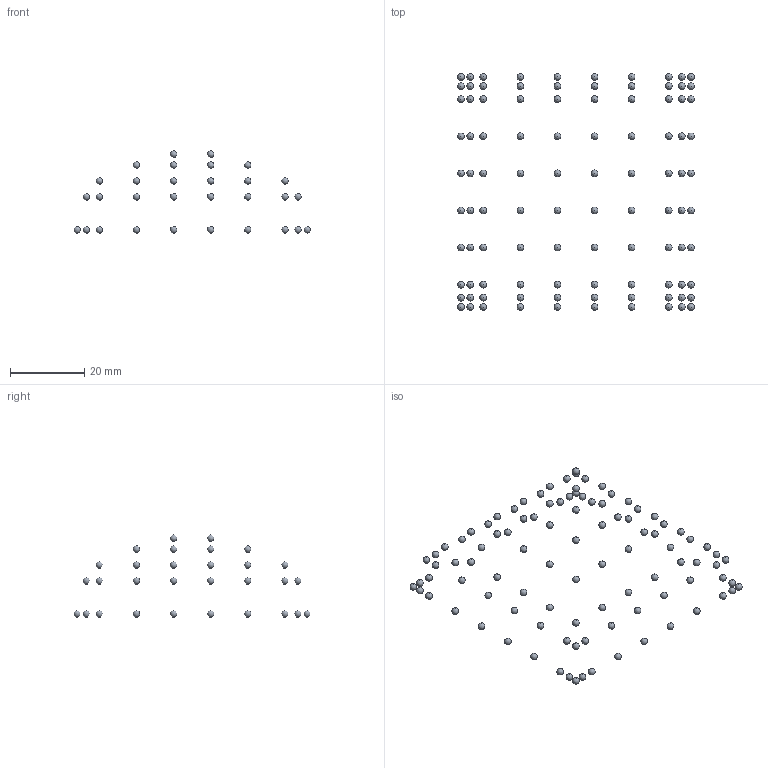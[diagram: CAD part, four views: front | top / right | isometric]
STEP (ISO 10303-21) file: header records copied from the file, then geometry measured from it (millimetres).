
FILE_DESCRIPTION(('Open CASCADE Model'),'2;1');
FILE_NAME('Open CASCADE Shape Model','2025-04-23T15:53:46',('Author'),( 'Open CASCADE'),'Open CASCADE STEP processor 7.5','Open CASCADE 7.5' ,'Unknown');
FILE_SCHEMA(('AUTOMOTIVE_DESIGN { 1 0 10303 214 1 1 1 1 }'));
Length unit declared in the file: millimetre
Products named in the file (101): Open CASCADE STEP translator 7.5 1; Open CASCADE STEP translator 7.5 1.1; Open CASCADE STEP translator 7.5 1.2; Open CASCADE STEP translator 7.5 1.3; Open CASCADE STEP translator 7.5 1.4; Open CASCADE STEP translator 7.5 1.5; Open CASCADE STEP translator 7.5 1.6; Open CASCADE STEP translator 7.5 1.7; Open CASCADE STEP translator 7.5 1.8; Open CASCADE STEP translator 7.5 1.9; Open CASCADE STEP translator 7.5 1.10; Open CASCADE STEP translator 7.5 1.11; Open CASCADE STEP translator 7.5 1.12; Open CASCADE STEP translator 7.5 1.13; Open CASCADE STEP translator 7.5 1.14; Open CASCADE STEP translator 7.5 1.15; Open CASCADE STEP translator 7.5 1.16; Open CASCADE STEP translator 7.5 1.17; Open CASCADE STEP translator 7.5 1.18; Open CASCADE STEP translator 7.5 1.19; Open CASCADE STEP translator 7.5 1.20; Open CASCADE STEP translator 7.5 1.21; Open CASCADE STEP translator 7.5 1.22; Open CASCADE STEP translator 7.5 1.23; Open CASCADE STEP translator 7.5 1.24; Open CASCADE STEP translator 7.5 1.25; Open CASCADE STEP translator 7.5 1.26; Open CASCADE STEP translator 7.5 1.27; Open CASCADE STEP translator 7.5 1.28; Open CASCADE STEP translator 7.5 1.29; Open CASCADE STEP translator 7.5 1.30; Open CASCADE STEP translator 7.5 1.31; Open CASCADE STEP translator 7.5 1.32; Open CASCADE STEP translator 7.5 1.33; Open CASCADE STEP translator 7.5 1.34; Open CASCADE STEP translator 7.5 1.35; Open CASCADE STEP translator 7.5 1.36; Open CASCADE STEP translator 7.5 1.37; Open CASCADE STEP translator 7.5 1.38; Open CASCADE STEP translator 7.5 1.39 ...
Assembly tree (100 placements, depth 2):
  Open CASCADE STEP translator 7.5 1
    Open CASCADE STEP translator 7.5 1.1
    Open CASCADE STEP translator 7.5 1.2
    Open CASCADE STEP translator 7.5 1.3
    Open CASCADE STEP translator 7.5 1.4
    Open CASCADE STEP translator 7.5 1.5
    Open CASCADE STEP translator 7.5 1.6
    Open CASCADE STEP translator 7.5 1.7
    Open CASCADE STEP translator 7.5 1.8
    Open CASCADE STEP translator 7.5 1.9
    Open CASCADE STEP translator 7.5 1.10
    Open CASCADE STEP translator 7.5 1.11
    Open CASCADE STEP translator 7.5 1.12
    Open CASCADE STEP translator 7.5 1.13
    Open CASCADE STEP translator 7.5 1.14
    Open CASCADE STEP translator 7.5 1.15
    Open CASCADE STEP translator 7.5 1.16
    Open CASCADE STEP translator 7.5 1.17
    Open CASCADE STEP translator 7.5 1.18
    Open CASCADE STEP translator 7.5 1.19
    Open CASCADE STEP translator 7.5 1.20
    Open CASCADE STEP translator 7.5 1.21
    Open CASCADE STEP translator 7.5 1.22
    Open CASCADE STEP translator 7.5 1.23
    Open CASCADE STEP translator 7.5 1.24
    Open CASCADE STEP translator 7.5 1.25
    Open CASCADE STEP translator 7.5 1.26
    Open CASCADE STEP translator 7.5 1.27
    Open CASCADE STEP translator 7.5 1.28
    Open CASCADE STEP translator 7.5 1.29
    Open CASCADE STEP translator 7.5 1.30
    Open CASCADE STEP translator 7.5 1.31
    Open CASCADE STEP translator 7.5 1.32
    Open CASCADE STEP translator 7.5 1.33
    Open CASCADE STEP translator 7.5 1.34
    Open CASCADE STEP translator 7.5 1.35
    Open CASCADE STEP translator 7.5 1.36
    Open CASCADE STEP translator 7.5 1.37
    Open CASCADE STEP translator 7.5 1.38
    Open CASCADE STEP translator 7.5 1.39
    Open CASCADE STEP translator 7.5 1.40
    Open CASCADE STEP translator 7.5 1.41
    Open CASCADE STEP translator 7.5 1.42
    Open CASCADE STEP translator 7.5 1.43
    Open CASCADE STEP translator 7.5 1.44
    Open CASCADE STEP translator 7.5 1.45
    Open CASCADE STEP translator 7.5 1.46
    Open CASCADE STEP translator 7.5 1.47
    Open CASCADE STEP translator 7.5 1.48
    Open CASCADE STEP translator 7.5 1.49
    Open CASCADE STEP translator 7.5 1.50
    Open CASCADE STEP translator 7.5 1.51
    Open CASCADE STEP translator 7.5 1.52
    Open CASCADE STEP translator 7.5 1.53
    Open CASCADE STEP translator 7.5 1.54
    Open CASCADE STEP translator 7.5 1.55
    Open CASCADE STEP translator 7.5 1.56
    Open CASCADE STEP translator 7.5 1.57
    Open CASCADE STEP translator 7.5 1.58
    Open CASCADE STEP translator 7.5 1.59
Bounding box: 63.79 x 63.79 x 22.18 mm (x, y, z)
Volume: 305.4 mm3; surface area: 1017.9 mm2
Topology: 100 solids, 100 shells, 100 faces, 300 edges, 200 vertices
Faces by surface type: sphere 100
Entity records: 3016 total; most frequent: DIRECTION 402, CARTESIAN_POINT 301, PRODUCT_DEFINITION_SHAPE 201, AXIS2_PLACEMENT_3D 201, SHAPE_DEFINITION_REPRESENTATION 101, PRODUCT_DEFINITION 101, PRODUCT_DEFINITION_FORMATION 101, PRODUCT 101
